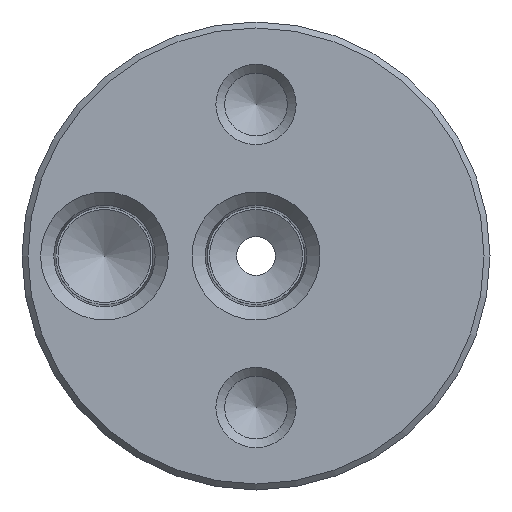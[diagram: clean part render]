
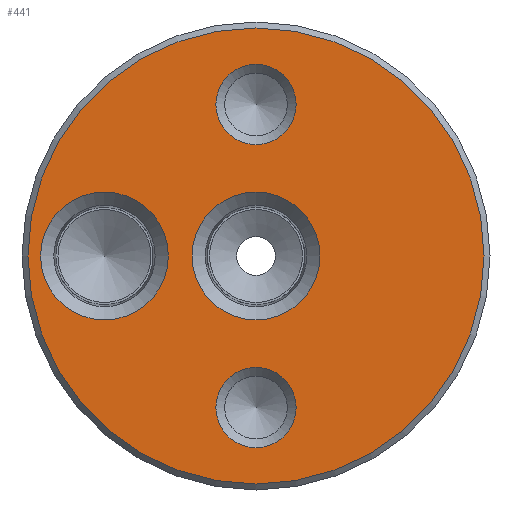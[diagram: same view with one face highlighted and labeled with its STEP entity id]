
A CAD part, left-side view. The second image highlights one B-rep face of the part: STEP entity #441.
In plain terms, the highlighted planar face has unit normal (-1, 0, 0).
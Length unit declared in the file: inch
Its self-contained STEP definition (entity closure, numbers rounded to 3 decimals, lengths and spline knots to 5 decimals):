
#107=CARTESIAN_POINT('',(0.,0.0,0.215));
#108=VERTEX_POINT('',#107);
#109=CARTESIAN_POINT('',(0.,0.0,0.0));
#110=DIRECTION('',(1.0,0.0,0.0));
#111=DIRECTION('',(0.0,0.0,1.0));
#112=AXIS2_PLACEMENT_3D('',#109,#110,#111);
#113=CIRCLE('',#112,0.215);
#114=EDGE_CURVE('',#108,#108,#113,.T.);
#204=CARTESIAN_POINT('',(0.,0.51,0.215));
#205=VERTEX_POINT('',#204);
#206=CARTESIAN_POINT('',(0.,0.51,0.0));
#207=DIRECTION('',(1.0,0.0,0.0));
#208=DIRECTION('',(0.0,0.0,1.0));
#209=AXIS2_PLACEMENT_3D('',#206,#207,#208);
#210=CIRCLE('',#209,0.215);
#211=EDGE_CURVE('',#205,#205,#210,.T.);
#301=CARTESIAN_POINT('',(0.,0.0,0.645));
#302=VERTEX_POINT('',#301);
#303=CARTESIAN_POINT('',(0.,0.0,0.51));
#304=DIRECTION('',(1.0,0.0,0.0));
#305=DIRECTION('',(0.0,0.0,1.0));
#306=AXIS2_PLACEMENT_3D('',#303,#304,#305);
#307=CIRCLE('',#306,0.135);
#308=EDGE_CURVE('',#302,#302,#307,.T.);
#358=CARTESIAN_POINT('',(0.,0.0,-0.375));
#359=VERTEX_POINT('',#358);
#360=CARTESIAN_POINT('',(0.,0.0,-0.51));
#361=DIRECTION('',(1.0,0.0,0.0));
#362=DIRECTION('',(0.0,0.0,1.0));
#363=AXIS2_PLACEMENT_3D('',#360,#361,#362);
#364=CIRCLE('',#363,0.135);
#365=EDGE_CURVE('',#359,#359,#364,.T.);
#413=CARTESIAN_POINT('',(0.,0.38375,0.0));
#414=DIRECTION('',(-1.0,0.0,0.0));
#415=DIRECTION('',(0.0,0.0,1.0));
#416=AXIS2_PLACEMENT_3D('',#413,#414,#415);
#417=PLANE('',#416);
#418=CARTESIAN_POINT('',(0.,0.7675,0.0));
#419=VERTEX_POINT('',#418);
#420=CARTESIAN_POINT('',(0.0,0.0,0.0));
#421=DIRECTION('',(1.0,0.0,0.0));
#422=DIRECTION('',(0.0,1.0,0.0));
#423=AXIS2_PLACEMENT_3D('',#420,#421,#422);
#424=CIRCLE('',#423,0.7675);
#425=EDGE_CURVE('',#419,#419,#424,.T.);
#426=ORIENTED_EDGE('',*,*,#425,.F.);
#427=EDGE_LOOP('',(#426));
#428=FACE_OUTER_BOUND('',#427,.T.);
#429=ORIENTED_EDGE('',*,*,#114,.T.);
#430=EDGE_LOOP('',(#429));
#431=FACE_BOUND('',#430,.T.);
#432=ORIENTED_EDGE('',*,*,#211,.T.);
#433=EDGE_LOOP('',(#432));
#434=FACE_BOUND('',#433,.T.);
#435=ORIENTED_EDGE('',*,*,#308,.T.);
#436=EDGE_LOOP('',(#435));
#437=FACE_BOUND('',#436,.T.);
#438=ORIENTED_EDGE('',*,*,#365,.T.);
#439=EDGE_LOOP('',(#438));
#440=FACE_BOUND('',#439,.T.);
#441=ADVANCED_FACE('',(#428,#431,#434,#437,#440),#417,.T.);
